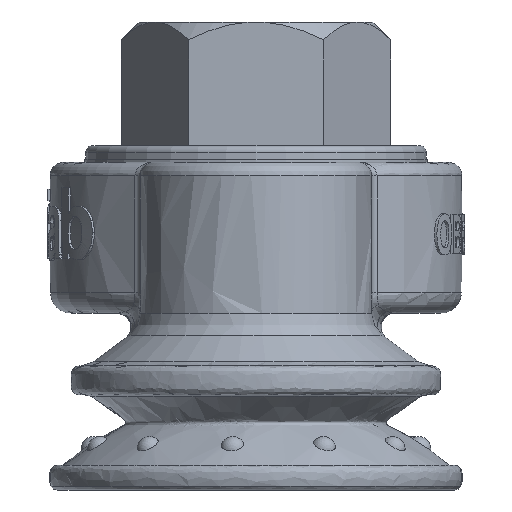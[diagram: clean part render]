
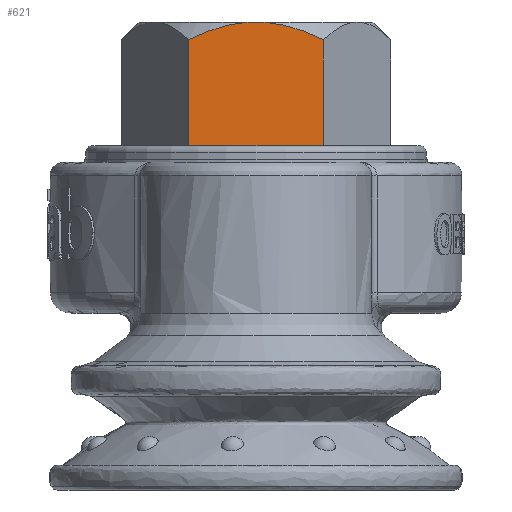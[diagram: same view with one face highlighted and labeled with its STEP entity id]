
A CAD part, front view. The second image highlights one B-rep face of the part: STEP entity #621.
In plain terms, the highlighted face is planar.
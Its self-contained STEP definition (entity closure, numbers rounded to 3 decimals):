
#621 = ADVANCED_FACE( '', ( #1486 ), #1487, .F. );
#1486 = FACE_OUTER_BOUND( '', #11875, .T. );
#1487 = PLANE( '', #11876 );
#11875 = EDGE_LOOP( '', ( #27504, #27505, #27506, #27507, #27508, #27509 ) );
#11876 = AXIS2_PLACEMENT_3D( '', #27510, #27511, #27512 );
#27504 = ORIENTED_EDGE( '', *, *, #29952, .T. );
#27505 = ORIENTED_EDGE( '', *, *, #29953, .T. );
#27506 = ORIENTED_EDGE( '', *, *, #29651, .F. );
#27507 = ORIENTED_EDGE( '', *, *, #29954, .F. );
#27508 = ORIENTED_EDGE( '', *, *, #29777, .F. );
#27509 = ORIENTED_EDGE( '', *, *, #29955, .F. );
#27510 = CARTESIAN_POINT( '', ( -8.5, -10., -4.907 ) );
#27511 = DIRECTION( '', ( 0.5, 0., 0.866 ) );
#27512 = DIRECTION( '', ( 0.866, 0., -0.5 ) );
#29651 = EDGE_CURVE( '', #30853, #30854, #30855, .T. );
#29777 = EDGE_CURVE( '', #31077, #31079, #31080, .T. );
#29952 = EDGE_CURVE( '', #31371, #31372, #31373, .T. );
#29953 = EDGE_CURVE( '', #31372, #30854, #31374, .T. );
#29954 = EDGE_CURVE( '', #31079, #30853, #31375, .T. );
#29955 = EDGE_CURVE( '', #31371, #31077, #31376, .T. );
#30853 = VERTEX_POINT( '', #33321 );
#30854 = VERTEX_POINT( '', #33322 );
#30855 = LINE( '', #33323, #33324 );
#31077 = VERTEX_POINT( '', #35114 );
#31079 = VERTEX_POINT( '', #35116 );
#31080 = LINE( '', #35117, #35118 );
#31371 = VERTEX_POINT( '', #36202 );
#31372 = VERTEX_POINT( '', #36203 );
#31373 = LINE( '', #36204, #36205 );
#31374 = LINE( '', #36206, #36207 );
#31375 = B_SPLINE_CURVE_WITH_KNOTS( '', 3, ( #36208, #36209, #36210, #36211, #36212, #36213, #36214, #36215, #36216, #36217 ), .UNSPECIFIED., .F., .F., ( 4, 2, 2, 2, 4 ), ( 0.014, 0.015, 0.016, 0.017, 0.019 ), .UNSPECIFIED. );
#31376 = B_SPLINE_CURVE_WITH_KNOTS( '', 3, ( #36218, #36219, #36220, #36221, #36222, #36223, #36224, #36225 ), .UNSPECIFIED., .F., .F., ( 4, 2, 2, 4 ), ( 0.008, 0.011, 0.012, 0.013 ), .UNSPECIFIED. );
#33321 = CARTESIAN_POINT( '', ( 0., -8.7, -9.815 ) );
#33322 = CARTESIAN_POINT( '', ( 0., -1., -9.815 ) );
#33323 = CARTESIAN_POINT( '', ( 0., -10., -9.815 ) );
#33324 = VECTOR( '', #41863, 1000. );
#35114 = CARTESIAN_POINT( '', ( -4.687, -10., -7.109 ) );
#35116 = CARTESIAN_POINT( '', ( -3.813, -10., -7.613 ) );
#35117 = CARTESIAN_POINT( '', ( -8.5, -10., -4.907 ) );
#35118 = VECTOR( '', #41952, 1000. );
#36202 = CARTESIAN_POINT( '', ( -8.5, -8.7, -4.907 ) );
#36203 = CARTESIAN_POINT( '', ( -8.5, -1., -4.907 ) );
#36204 = CARTESIAN_POINT( '', ( -8.5, -10., -4.907 ) );
#36205 = VECTOR( '', #42077, 1000. );
#36206 = CARTESIAN_POINT( '', ( -8.5, -1., -4.907 ) );
#36207 = VECTOR( '', #42078, 1000. );
#36208 = CARTESIAN_POINT( '', ( -3.813, -10., -7.613 ) );
#36209 = CARTESIAN_POINT( '', ( -3.478, -9.977, -7.807 ) );
#36210 = CARTESIAN_POINT( '', ( -3.145, -9.928, -7.999 ) );
#36211 = CARTESIAN_POINT( '', ( -2.491, -9.783, -8.377 ) );
#36212 = CARTESIAN_POINT( '', ( -2.169, -9.689, -8.563 ) );
#36213 = CARTESIAN_POINT( '', ( -1.532, -9.461, -8.931 ) );
#36214 = CARTESIAN_POINT( '', ( -1.216, -9.327, -9.113 ) );
#36215 = CARTESIAN_POINT( '', ( -0.598, -9.032, -9.47 ) );
#36216 = CARTESIAN_POINT( '', ( -0.296, -8.871, -9.644 ) );
#36217 = CARTESIAN_POINT( '', ( 0., -8.7, -9.815 ) );
#36218 = CARTESIAN_POINT( '', ( -8.5, -8.7, -4.907 ) );
#36219 = CARTESIAN_POINT( '', ( -7.903, -9.045, -5.252 ) );
#36220 = CARTESIAN_POINT( '', ( -7.29, -9.345, -5.606 ) );
#36221 = CARTESIAN_POINT( '', ( -6.331, -9.689, -6.16 ) );
#36222 = CARTESIAN_POINT( '', ( -6.003, -9.785, -6.349 ) );
#36223 = CARTESIAN_POINT( '', ( -5.348, -9.929, -6.727 ) );
#36224 = CARTESIAN_POINT( '', ( -5.019, -9.977, -6.917 ) );
#36225 = CARTESIAN_POINT( '', ( -4.687, -10., -7.109 ) );
#41863 = DIRECTION( '', ( 0., 1., 0. ) );
#41952 = DIRECTION( '', ( 0.866, 0., -0.5 ) );
#42077 = DIRECTION( '', ( 0., 1., 0. ) );
#42078 = DIRECTION( '', ( 0.866, 0., -0.5 ) );
